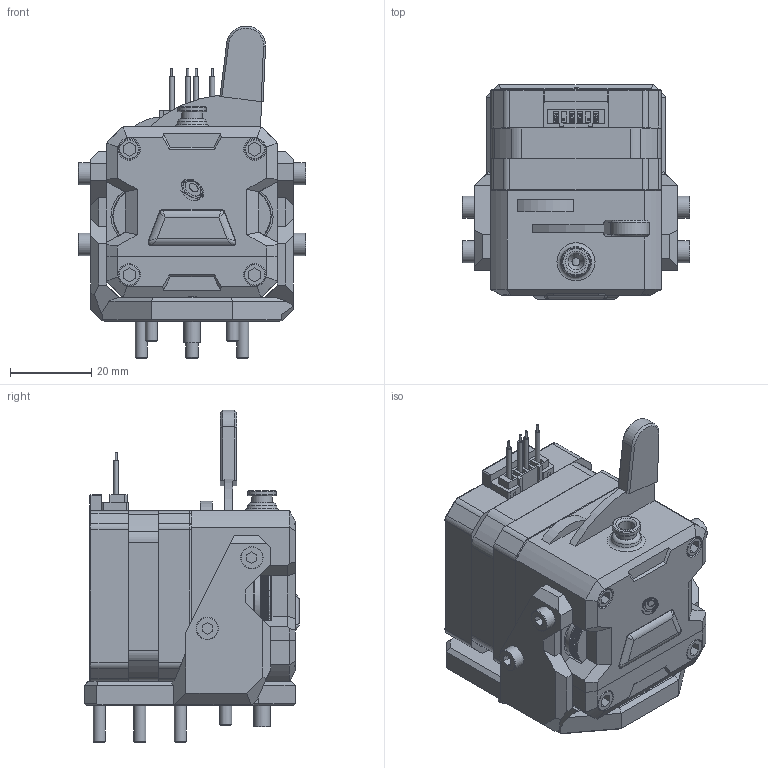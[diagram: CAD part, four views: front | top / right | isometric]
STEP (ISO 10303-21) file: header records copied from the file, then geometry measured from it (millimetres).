
FILE_DESCRIPTION(/* description */ (''),/* implementation_level */ '2;1');
FILE_NAME(/* name */ 'Drive LGX.step',/* time_stamp */ '2023-04-19T13:36:28-05:00',/* author */ (''),/* organization */ (''),/* preprocessor_version */ 'ST-DEVELOPER v19.2',/* originating_system */ 'Autodesk Translation Framework v12.4.0.73',/* authorisation */ '');
FILE_SCHEMA (('AUTOMOTIVE_DESIGN { 1 0 10303 214 3 1 1 }'));
Products named in the file (27): Drive LGX; PTFE_20.800000000000004_mm; drive_lgx; LGX <1>; LGX with copperhead screwmount (4); LGX with copperhead screwmount (3); Assembly 3 <1>; LGX with copperhead screwmount (5); LGX with copperhead screwmount (1); LGX with copperhead screwmount (6); LGX with copperhead screwmount (9); LGX with copperhead screwmount (2); LGX with copperhead screwmount (8); LGX with copperhead screwmount (7); Part 10; LGX with copperhead screwmount; NEMA17 <1>; Bottom; Shaft; Connector; Top; Plug; Middle; Screw; Fasteners; DIN 912 M3 12 mm; DIN 912 M3 8 mm
Assembly tree (37 placements, depth 4):
  Drive LGX
    PTFE_20.800000000000004_mm
    drive_lgx
    LGX <1>
      LGX with copperhead screwmount (4)
      LGX with copperhead screwmount (3)
      Assembly 3 <1>
        LGX with copperhead screwmount (5)
      LGX with copperhead screwmount (1)
      LGX with copperhead screwmount (6)
      LGX with copperhead screwmount (9)
      LGX with copperhead screwmount (2)
      LGX with copperhead screwmount (8)
      LGX with copperhead screwmount (7)
      Part 10
      LGX with copperhead screwmount
      NEMA17 <1>
        Screw  x4
        Bottom
        Shaft
        Connector
        Top
        Plug
        Middle
    Fasteners
      DIN 912 M3 12 mm  x4
      DIN 912 M3 8 mm  x6
Bounding box: 56 x 53.05 x 81.88 mm (x, y, z)
Volume: 101452.8 mm3; surface area: 46259.6 mm2
Topology: 33 solids, 33 shells, 2146 faces, 4480 edges, 2871 vertices
Faces by surface type: sphere 826, plane 782, cylinder 247, bspline 159, cone 78, torus 54
Full cylindrical faces by diameter (mm): 0.48 x4, 0.5 x4, 1.2 x4, 1.75 x1, 2 x4, 3 x32, 3.3 x14, 4 x1, 4.1 x2, 5 x7, 5.5 x18, 5.8 x6, 7 x1, 8 x2, 9 x2, 13 x1, 13.75 x1, 14 x4, 15 x2, 16 x2, 22 x1, 30.8 x1, 31 x1
Entity records: 56422 total; most frequent: CARTESIAN_POINT 15232, ORIENTED_EDGE 7922, DIRECTION 7484, EDGE_CURVE 3961, AXIS2_PLACEMENT_3D 2825, VERTEX_POINT 2570, EDGE_LOOP 2481, FACE_OUTER_BOUND 1921
